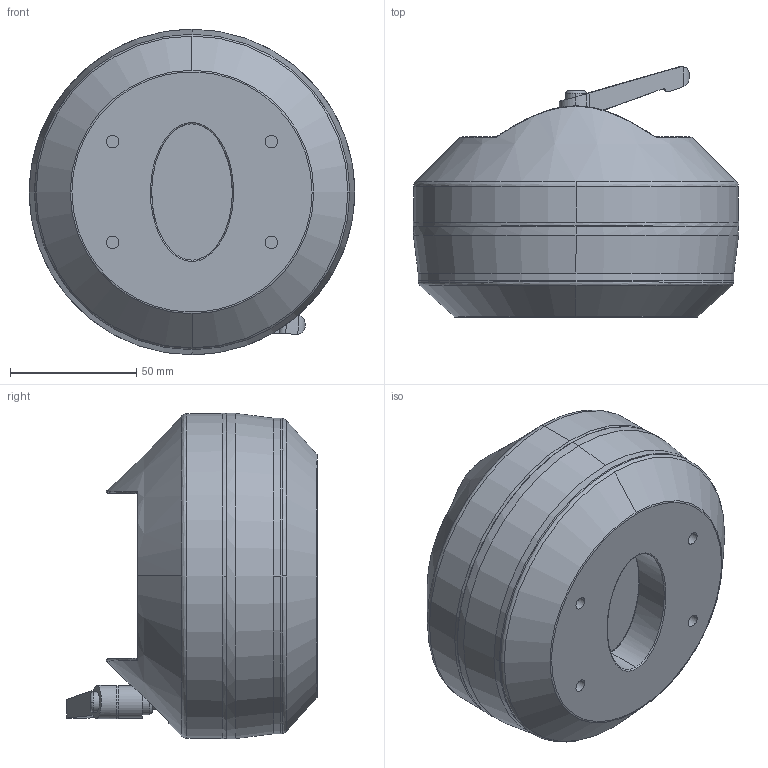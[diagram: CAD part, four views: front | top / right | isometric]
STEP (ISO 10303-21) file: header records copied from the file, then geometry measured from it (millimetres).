
FILE_DESCRIPTION (( 'STEP AP203' ), '1' );
FILE_NAME ('49477302.STEP', '2017-02-23T10:46:42', ( 'Admin' ), ( 'Hewlett-Packard Company' ), 'SwSTEP 2.0', 'SolidWorks 2015', '' );
FILE_SCHEMA (( 'CONFIG_CONTROL_DESIGN' ));
Length unit declared in the file: millimetre
Products named in the file (1): 49477302
Bounding box: 129 x 99.52 x 129 mm (x, y, z)
Volume: 734850.9 mm3; surface area: 58491.8 mm2
Topology: 1 solids, 17 shells, 259 faces, 594 edges, 383 vertices
Faces by surface type: cone 73, plane 72, cylinder 63, bspline 44, torus 7
Entity records: 10503 total; most frequent: CARTESIAN_POINT 4718, DIRECTION 1204, ORIENTED_EDGE 1188, EDGE_CURVE 594, AXIS2_PLACEMENT_3D 512, VERTEX_POINT 383, CIRCLE 296, EDGE_LOOP 273
